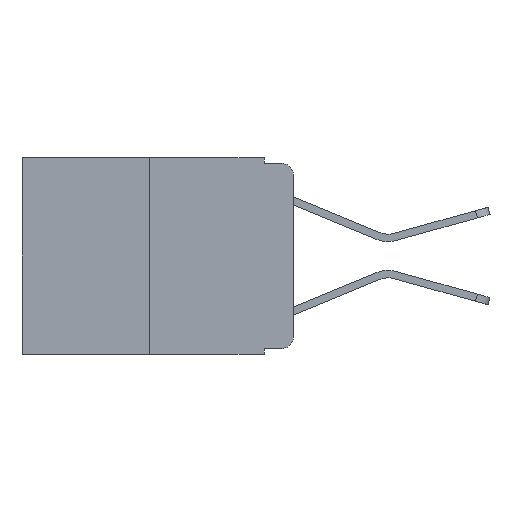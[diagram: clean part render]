
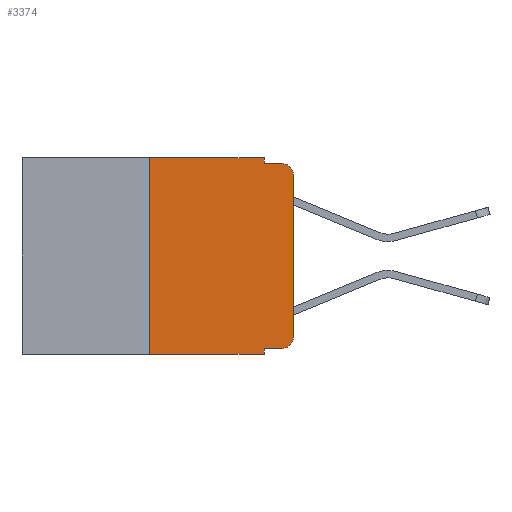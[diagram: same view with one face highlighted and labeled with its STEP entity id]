
A CAD part, left-side view. The second image highlights one B-rep face of the part: STEP entity #3374.
In plain terms, the highlighted planar face has unit normal (-1, 0, 0).
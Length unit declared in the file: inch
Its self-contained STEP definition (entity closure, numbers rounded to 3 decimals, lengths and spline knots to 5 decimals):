
#44 = AXIS2_PLACEMENT_3D ( 'NONE', #17369, #8589, #10646 ) ;
#59 = CIRCLE ( 'NONE', #44, 0.02 ) ;
#148 = CARTESIAN_POINT ( 'NONE',  ( 0., 0.02, -0.01 ) ) ;
#357 = PLANE ( 'NONE',  #18283 ) ;
#374 = ORIENTED_EDGE ( 'NONE', *, *, #16978, .T. ) ;
#413 = VERTEX_POINT ( 'NONE', #3048 ) ;
#472 = DIRECTION ( 'NONE',  ( 0., 0., 1. ) ) ;
#482 = VERTEX_POINT ( 'NONE', #148 ) ;
#1468 = ORIENTED_EDGE ( 'NONE', *, *, #9606, .T. ) ;
#1811 = CARTESIAN_POINT ( 'NONE',  ( 0., 0.25, -0.343 ) ) ;
#1872 = CARTESIAN_POINT ( 'NONE',  ( 0., 0.473, 0. ) ) ;
#2403 = DIRECTION ( 'NONE',  ( 0., -1., 0. ) ) ;
#3048 = CARTESIAN_POINT ( 'NONE',  ( 0., 0.25, 0. ) ) ;
#3279 = EDGE_CURVE ( 'NONE', #13019, #12571, #59, .T. ) ;
#3374 = ADVANCED_FACE ( 'NONE', ( #9017 ), #357, .F. ) ;
#3455 = ORIENTED_EDGE ( 'NONE', *, *, #15324, .F. ) ;
#3687 = DIRECTION ( 'NONE',  ( 1., 0., 0. ) ) ;
#3783 = LINE ( 'NONE', #7609, #11852 ) ;
#5979 = DIRECTION ( 'NONE',  ( 0., 0., -1. ) ) ;
#6048 = CARTESIAN_POINT ( 'NONE',  ( 0., 0., 0. ) ) ;
#6178 = LINE ( 'NONE', #11328, #16408 ) ;
#6622 = ORIENTED_EDGE ( 'NONE', *, *, #16700, .F. ) ;
#6920 = AXIS2_PLACEMENT_3D ( 'NONE', #8625, #20638, #8400 ) ;
#7079 = VERTEX_POINT ( 'NONE', #15270 ) ;
#7125 = EDGE_CURVE ( 'NONE', #12884, #413, #20530, .T. ) ;
#7307 = CARTESIAN_POINT ( 'NONE',  ( 0., 0.051, 0. ) ) ;
#7469 = DIRECTION ( 'NONE',  ( 0., -1., 0. ) ) ;
#7560 = CARTESIAN_POINT ( 'NONE',  ( 0., 0.051, -0.343 ) ) ;
#7609 = CARTESIAN_POINT ( 'NONE',  ( 0., 0.473, -0.343 ) ) ;
#7623 = ORIENTED_EDGE ( 'NONE', *, *, #3279, .T. ) ;
#7766 = LINE ( 'NONE', #7307, #15480 ) ;
#7827 = EDGE_CURVE ( 'NONE', #413, #13503, #6178, .T. ) ;
#8322 = VERTEX_POINT ( 'NONE', #18380 ) ;
#8400 = DIRECTION ( 'NONE',  ( 0., 0., -1. ) ) ;
#8589 = DIRECTION ( 'NONE',  ( -1., 0., 0. ) ) ;
#8625 = CARTESIAN_POINT ( 'NONE',  ( 0., 0.02, -0.03 ) ) ;
#8999 = EDGE_CURVE ( 'NONE', #8322, #13019, #14958, .T. ) ;
#9017 = FACE_OUTER_BOUND ( 'NONE', #9276, .T. ) ;
#9198 = CARTESIAN_POINT ( 'NONE',  ( 0., 0.051, -0.01 ) ) ;
#9276 = EDGE_LOOP ( 'NONE', ( #20678, #1468, #9788, #6622, #11860, #21785, #374, #3455, #12030, #7623 ) ) ;
#9371 = CARTESIAN_POINT ( 'NONE',  ( 0., 0.051, -0.333 ) ) ;
#9606 = EDGE_CURVE ( 'NONE', #7079, #482, #18602, .T. ) ;
#9788 = ORIENTED_EDGE ( 'NONE', *, *, #16235, .F. ) ;
#10014 = VERTEX_POINT ( 'NONE', #7560 ) ;
#10646 = DIRECTION ( 'NONE',  ( 0., 0., -1. ) ) ;
#11328 = CARTESIAN_POINT ( 'NONE',  ( 0., 0.473, 0. ) ) ;
#11840 = DIRECTION ( 'NONE',  ( 0., 0., 1. ) ) ;
#11852 = VECTOR ( 'NONE', #2403, 39.37008 ) ;
#11860 = ORIENTED_EDGE ( 'NONE', *, *, #7827, .F. ) ;
#12030 = ORIENTED_EDGE ( 'NONE', *, *, #8999, .T. ) ;
#12571 = VERTEX_POINT ( 'NONE', #12770 ) ;
#12708 = DIRECTION ( 'NONE',  ( 0., -1., 0. ) ) ;
#12770 = CARTESIAN_POINT ( 'NONE',  ( 0., 0., -0.313 ) ) ;
#12884 = VERTEX_POINT ( 'NONE', #1811 ) ;
#12965 = VECTOR ( 'NONE', #7469, 39.37008 ) ;
#13019 = VERTEX_POINT ( 'NONE', #16040 ) ;
#13093 = VECTOR ( 'NONE', #11840, 39.37008 ) ;
#13503 = VERTEX_POINT ( 'NONE', #18883 ) ;
#13771 = CARTESIAN_POINT ( 'NONE',  ( 0., 0.25, 0. ) ) ;
#14680 = LINE ( 'NONE', #21640, #22484 ) ;
#14911 = VERTEX_POINT ( 'NONE', #21635 ) ;
#14958 = LINE ( 'NONE', #9371, #15317 ) ;
#15270 = CARTESIAN_POINT ( 'NONE',  ( 0., 0., -0.03 ) ) ;
#15317 = VECTOR ( 'NONE', #12708, 39.37008 ) ;
#15324 = EDGE_CURVE ( 'NONE', #8322, #10014, #7766, .T. ) ;
#15480 = VECTOR ( 'NONE', #19436, 39.37008 ) ;
#16040 = CARTESIAN_POINT ( 'NONE',  ( 0., 0.02, -0.333 ) ) ;
#16044 = LINE ( 'NONE', #9198, #12965 ) ;
#16235 = EDGE_CURVE ( 'NONE', #14911, #482, #16044, .T. ) ;
#16408 = VECTOR ( 'NONE', #20234, 39.37008 ) ;
#16700 = EDGE_CURVE ( 'NONE', #13503, #14911, #14680, .T. ) ;
#16978 = EDGE_CURVE ( 'NONE', #12884, #10014, #3783, .T. ) ;
#17369 = CARTESIAN_POINT ( 'NONE',  ( 0., 0.02, -0.313 ) ) ;
#17833 = VECTOR ( 'NONE', #472, 39.37008 ) ;
#18283 = AXIS2_PLACEMENT_3D ( 'NONE', #1872, #3687, #22543 ) ;
#18380 = CARTESIAN_POINT ( 'NONE',  ( 0., 0.051, -0.333 ) ) ;
#18602 = CIRCLE ( 'NONE', #6920, 0.02 ) ;
#18883 = CARTESIAN_POINT ( 'NONE',  ( 0., 0.051, 0. ) ) ;
#19436 = DIRECTION ( 'NONE',  ( 0., 0., -1. ) ) ;
#19761 = LINE ( 'NONE', #6048, #17833 ) ;
#20234 = DIRECTION ( 'NONE',  ( 0., -1., 0. ) ) ;
#20530 = LINE ( 'NONE', #13771, #13093 ) ;
#20638 = DIRECTION ( 'NONE',  ( -1., 0., 0. ) ) ;
#20678 = ORIENTED_EDGE ( 'NONE', *, *, #20816, .T. ) ;
#20816 = EDGE_CURVE ( 'NONE', #12571, #7079, #19761, .T. ) ;
#21635 = CARTESIAN_POINT ( 'NONE',  ( 0., 0.051, -0.01 ) ) ;
#21640 = CARTESIAN_POINT ( 'NONE',  ( 0., 0.051, 0. ) ) ;
#21785 = ORIENTED_EDGE ( 'NONE', *, *, #7125, .F. ) ;
#22484 = VECTOR ( 'NONE', #5979, 39.37008 ) ;
#22543 = DIRECTION ( 'NONE',  ( 0., 0., -1. ) ) ;
